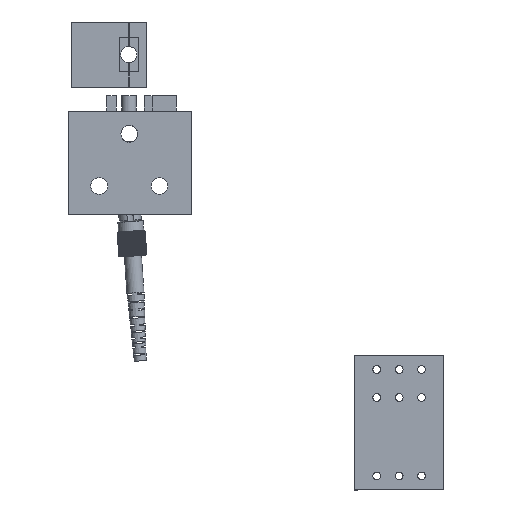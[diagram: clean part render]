
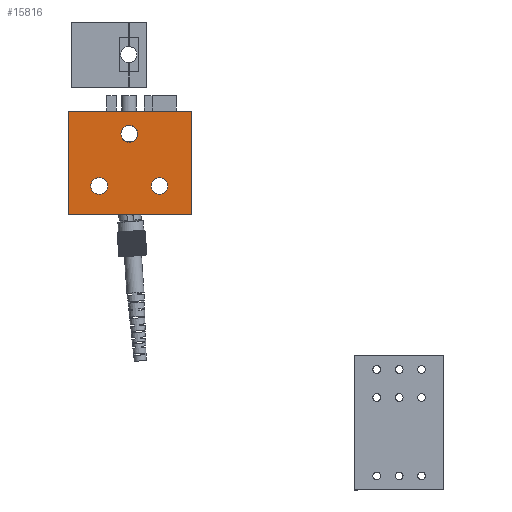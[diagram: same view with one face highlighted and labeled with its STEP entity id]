
A CAD part, left-side view. The second image highlights one B-rep face of the part: STEP entity #15816.
In plain terms, the highlighted planar face has unit normal (-1, 0, 0).
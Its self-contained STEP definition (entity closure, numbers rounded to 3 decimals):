
#600=FACE_BOUND('',#2893,.T.);
#601=FACE_BOUND('',#2894,.T.);
#602=FACE_BOUND('',#2895,.T.);
#1068=PLANE('',#17175);
#1999=FACE_OUTER_BOUND('',#2892,.T.);
#2892=EDGE_LOOP('',(#13737,#13738,#13739,#13740));
#2893=EDGE_LOOP('',(#13741));
#2894=EDGE_LOOP('',(#13742));
#2895=EDGE_LOOP('',(#13743));
#4065=LINE('',#30274,#5338);
#4066=LINE('',#30276,#5339);
#4067=LINE('',#30278,#5340);
#4068=LINE('',#30279,#5341);
#5338=VECTOR('',#20335,10.);
#5339=VECTOR('',#20336,10.);
#5340=VECTOR('',#20337,10.);
#5341=VECTOR('',#20338,10.);
#6054=CIRCLE('',#17146,3.);
#6058=CIRCLE('',#17152,3.);
#6060=CIRCLE('',#17155,3.);
#7568=VERTEX_POINT('',#30173);
#7572=VERTEX_POINT('',#30185);
#7574=VERTEX_POINT('',#30191);
#7601=VERTEX_POINT('',#30272);
#7602=VERTEX_POINT('',#30273);
#7603=VERTEX_POINT('',#30275);
#7604=VERTEX_POINT('',#30277);
#9668=EDGE_CURVE('',#7568,#7568,#6054,.T.);
#9674=EDGE_CURVE('',#7572,#7572,#6058,.T.);
#9677=EDGE_CURVE('',#7574,#7574,#6060,.T.);
#9716=EDGE_CURVE('',#7601,#7602,#4065,.T.);
#9717=EDGE_CURVE('',#7603,#7601,#4066,.T.);
#9718=EDGE_CURVE('',#7603,#7604,#4067,.T.);
#9719=EDGE_CURVE('',#7602,#7604,#4068,.T.);
#13737=ORIENTED_EDGE('',*,*,#9716,.F.);
#13738=ORIENTED_EDGE('',*,*,#9717,.F.);
#13739=ORIENTED_EDGE('',*,*,#9718,.T.);
#13740=ORIENTED_EDGE('',*,*,#9719,.F.);
#13741=ORIENTED_EDGE('',*,*,#9668,.T.);
#13742=ORIENTED_EDGE('',*,*,#9674,.T.);
#13743=ORIENTED_EDGE('',*,*,#9677,.T.);
#15816=ADVANCED_FACE('',(#1999,#600,#601,#602),#1068,.T.);
#17146=AXIS2_PLACEMENT_3D('',#30175,#20240,#20241);
#17152=AXIS2_PLACEMENT_3D('',#30187,#20254,#20255);
#17155=AXIS2_PLACEMENT_3D('',#30193,#20261,#20262);
#17175=AXIS2_PLACEMENT_3D('',#30271,#20333,#20334);
#20240=DIRECTION('center_axis',(1.,0.,0.));
#20241=DIRECTION('ref_axis',(0.,0.,1.));
#20254=DIRECTION('center_axis',(1.,0.,0.));
#20255=DIRECTION('ref_axis',(0.,0.,1.));
#20261=DIRECTION('center_axis',(1.,0.,0.));
#20262=DIRECTION('ref_axis',(0.,0.,1.));
#20333=DIRECTION('center_axis',(-1.,0.,0.));
#20334=DIRECTION('ref_axis',(0.,1.,0.));
#20335=DIRECTION('',(0.,0.,-1.));
#20336=DIRECTION('',(0.,-1.,0.));
#20337=DIRECTION('',(0.,0.,-1.));
#20338=DIRECTION('',(0.,1.,0.));
#30173=CARTESIAN_POINT('',(17.302,-89.9,-21.545));
#30175=CARTESIAN_POINT('Origin',(17.302,-89.9,-18.545));
#30185=CARTESIAN_POINT('',(17.302,-79.149,-2.925));
#30187=CARTESIAN_POINT('Origin',(17.302,-79.149,0.075));
#30191=CARTESIAN_POINT('',(17.302,-68.399,-21.545));
#30193=CARTESIAN_POINT('Origin',(17.302,-68.399,-18.545));
#30271=CARTESIAN_POINT('Origin',(17.302,-101.265,8.183));
#30272=CARTESIAN_POINT('',(17.302,-101.265,8.183));
#30273=CARTESIAN_POINT('',(17.302,-101.265,-28.817));
#30274=CARTESIAN_POINT('',(17.302,-101.265,8.183));
#30275=CARTESIAN_POINT('',(17.302,-57.265,8.183));
#30276=CARTESIAN_POINT('',(17.302,-57.265,8.183));
#30277=CARTESIAN_POINT('',(17.302,-57.265,-28.817));
#30278=CARTESIAN_POINT('',(17.302,-57.265,8.183));
#30279=CARTESIAN_POINT('',(17.302,-101.265,-28.817));
